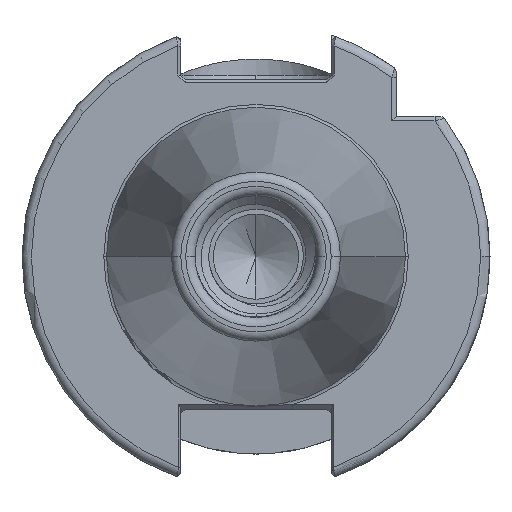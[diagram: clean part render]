
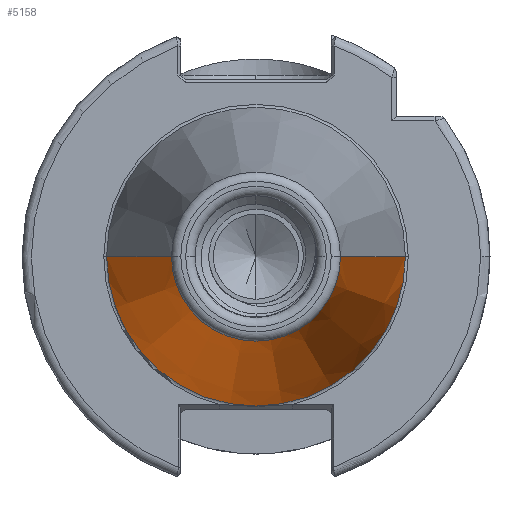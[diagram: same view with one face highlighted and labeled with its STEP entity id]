
A CAD part, left-side view. The second image highlights one B-rep face of the part: STEP entity #5158.
In plain terms, the highlighted conical face has half-angle 8.297 degrees and reference radius 16.342 mm.
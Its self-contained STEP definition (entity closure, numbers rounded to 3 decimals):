
#75 = CARTESIAN_POINT ( 'NONE',  ( -50.144, 0., 0. ) ) ;
#76 = DIRECTION ( 'NONE',  ( 1., 0., 0. ) ) ;
#77 = DIRECTION ( 'NONE',  ( 0., -1., 0. ) ) ;
#81 = CARTESIAN_POINT ( 'NONE',  ( -2.6, 0., 0. ) ) ;
#82 = DIRECTION ( 'NONE',  ( -1., 0., 0. ) ) ;
#83 = DIRECTION ( 'NONE',  ( 0., 0., 1. ) ) ;
#1224 = CARTESIAN_POINT ( 'NONE',  ( 0., 0., 0. ) ) ;
#1225 = DIRECTION ( 'NONE',  ( 1., 0., 0. ) ) ;
#1226 = DIRECTION ( 'NONE',  ( 0., 1., 0. ) ) ;
#1271 = VECTOR ( 'NONE', #3690, 1000. ) ;
#1272 = AXIS2_PLACEMENT_3D ( 'NONE', #3717, #3718, #3719 ) ;
#1563 = EDGE_LOOP ( 'NONE', ( #1994, #1993, #1992, #1996, #1991 ) ) ;
#1991 = ORIENTED_EDGE ( 'NONE', *, *, #9125, .T. ) ;
#1992 = ORIENTED_EDGE ( 'NONE', *, *, #9297, .T. ) ;
#1993 = ORIENTED_EDGE ( 'NONE', *, *, #9123, .T. ) ;
#1994 = ORIENTED_EDGE ( 'NONE', *, *, #9289, .F. ) ;
#1996 = ORIENTED_EDGE ( 'NONE', *, *, #9310, .T. ) ;
#2092 = VERTEX_POINT ( 'NONE', #8903 ) ;
#2140 = VERTEX_POINT ( 'NONE', #8951 ) ;
#2172 = VERTEX_POINT ( 'NONE', #8983 ) ;
#2198 = VERTEX_POINT ( 'NONE', #9009 ) ;
#2199 = VERTEX_POINT ( 'NONE', #9010 ) ;
#3674 = CARTESIAN_POINT ( 'NONE',  ( 0., -16.342, 0. ) ) ;
#3675 = DIRECTION ( 'NONE',  ( 0.99, -0.144, 0. ) ) ;
#3688 = LINE ( 'NONE', #3689, #1271 ) ;
#3689 = CARTESIAN_POINT ( 'NONE',  ( 0., 16.342, 0. ) ) ;
#3690 = DIRECTION ( 'NONE',  ( 0.99, 0.144, 0. ) ) ;
#3717 = CARTESIAN_POINT ( 'NONE',  ( -2.6, 0., 0. ) ) ;
#3718 = DIRECTION ( 'NONE',  ( -1., 0., 0. ) ) ;
#3719 = DIRECTION ( 'NONE',  ( 0., 0., 1. ) ) ;
#4571 = LINE ( 'NONE', #3674, #9596 ) ;
#5158 = ADVANCED_FACE ( 'NONE', ( #9581 ), #5678, .T. ) ;
#5575 = CIRCLE ( 'NONE', #1272, 15.962 ) ;
#5651 = CIRCLE ( 'NONE', #7110, 15.962 ) ;
#5652 = CIRCLE ( 'NONE', #7173, 9.029 ) ;
#5678 = CONICAL_SURFACE ( 'NONE', #9572, 16.342, 0.145 ) ;
#7110 = AXIS2_PLACEMENT_3D ( 'NONE', #81, #82, #83 ) ;
#7173 = AXIS2_PLACEMENT_3D ( 'NONE', #75, #76, #77 ) ;
#8903 = CARTESIAN_POINT ( 'NONE',  ( -2.6, 0., -15.962 ) ) ;
#8951 = CARTESIAN_POINT ( 'NONE',  ( -50.144, 9.029, 0. ) ) ;
#8983 = CARTESIAN_POINT ( 'NONE',  ( -2.6, 15.962, 0. ) ) ;
#9009 = CARTESIAN_POINT ( 'NONE',  ( -2.6, -15.962, 0. ) ) ;
#9010 = CARTESIAN_POINT ( 'NONE',  ( -50.144, -9.029, 0. ) ) ;
#9123 = EDGE_CURVE ( 'NONE', #2199, #2140, #5652, .T. ) ;
#9125 = EDGE_CURVE ( 'NONE', #2092, #2198, #5651, .T. ) ;
#9289 = EDGE_CURVE ( 'NONE', #2199, #2198, #4571, .T. ) ;
#9297 = EDGE_CURVE ( 'NONE', #2140, #2172, #3688, .T. ) ;
#9310 = EDGE_CURVE ( 'NONE', #2172, #2092, #5575, .T. ) ;
#9572 = AXIS2_PLACEMENT_3D ( 'NONE', #1224, #1225, #1226 ) ;
#9581 = FACE_OUTER_BOUND ( 'NONE', #1563, .T. ) ;
#9596 = VECTOR ( 'NONE', #3675, 1000. ) ;
